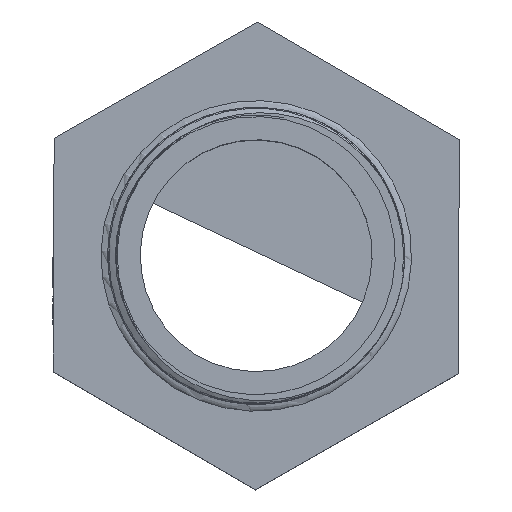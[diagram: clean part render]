
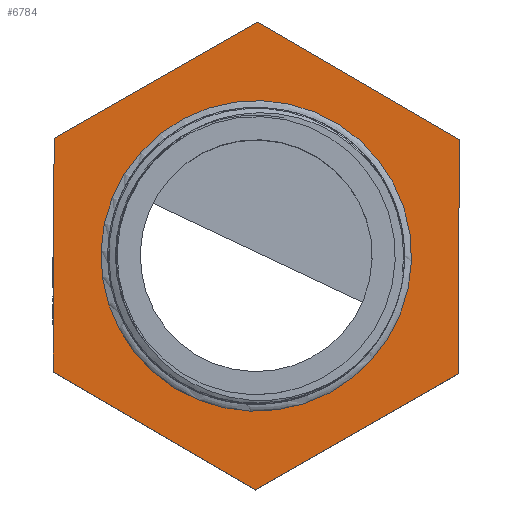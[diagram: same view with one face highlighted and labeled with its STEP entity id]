
A CAD part, top view. The second image highlights one B-rep face of the part: STEP entity #6784.
In plain terms, the highlighted planar face has unit normal (0, 0, 1).
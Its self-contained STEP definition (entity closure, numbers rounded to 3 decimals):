
#49=FACE_BOUND('',#1152,.T.);
#388=PLANE('',#7027);
#753=FACE_OUTER_BOUND('',#1151,.T.);
#1151=EDGE_LOOP('',(#6381,#6382,#6383,#6384,#6385,#6386));
#1152=EDGE_LOOP('',(#6387));
#1162=CIRCLE('',#6992,24.915);
#2138=LINE('',#22422,#2740);
#2140=LINE('',#22426,#2742);
#2142=LINE('',#22430,#2744);
#2144=LINE('',#22434,#2746);
#2146=LINE('',#22438,#2748);
#2148=LINE('',#22441,#2750);
#2740=VECTOR('',#8064,10.);
#2742=VECTOR('',#8068,10.);
#2744=VECTOR('',#8072,10.);
#2746=VECTOR('',#8076,10.);
#2748=VECTOR('',#8080,10.);
#2750=VECTOR('',#8084,10.);
#3365=VERTEX_POINT('',#12994);
#3408=VERTEX_POINT('',#22419);
#3409=VERTEX_POINT('',#22421);
#3410=VERTEX_POINT('',#22425);
#3411=VERTEX_POINT('',#22429);
#3412=VERTEX_POINT('',#22433);
#3413=VERTEX_POINT('',#22437);
#4329=EDGE_CURVE('',#3365,#3365,#1162,.T.);
#4396=EDGE_CURVE('',#3409,#3408,#2138,.T.);
#4398=EDGE_CURVE('',#3410,#3409,#2140,.T.);
#4400=EDGE_CURVE('',#3411,#3410,#2142,.T.);
#4402=EDGE_CURVE('',#3412,#3411,#2144,.T.);
#4404=EDGE_CURVE('',#3413,#3412,#2146,.T.);
#4406=EDGE_CURVE('',#3408,#3413,#2148,.T.);
#6381=ORIENTED_EDGE('',*,*,#4406,.T.);
#6382=ORIENTED_EDGE('',*,*,#4404,.T.);
#6383=ORIENTED_EDGE('',*,*,#4402,.T.);
#6384=ORIENTED_EDGE('',*,*,#4400,.T.);
#6385=ORIENTED_EDGE('',*,*,#4398,.T.);
#6386=ORIENTED_EDGE('',*,*,#4396,.T.);
#6387=ORIENTED_EDGE('',*,*,#4329,.T.);
#6784=ADVANCED_FACE('',(#753,#49),#388,.T.);
#6992=AXIS2_PLACEMENT_3D('',#12995,#7993,#7994);
#7027=AXIS2_PLACEMENT_3D('',#22442,#8085,#8086);
#7993=DIRECTION('center_axis',(0.,0.,-1.));
#7994=DIRECTION('ref_axis',(-0.99,-0.139,0.));
#8064=DIRECTION('',(0.004,1.,0.));
#8068=DIRECTION('',(0.868,0.497,0.));
#8072=DIRECTION('',(0.864,-0.503,0.));
#8076=DIRECTION('',(-0.004,-1.,0.));
#8080=DIRECTION('',(-0.868,-0.497,0.));
#8084=DIRECTION('',(-0.864,0.503,0.));
#8085=DIRECTION('center_axis',(0.,0.,1.));
#8086=DIRECTION('ref_axis',(0.99,0.139,0.));
#12994=CARTESIAN_POINT('',(24.672,3.467,39.7));
#12995=CARTESIAN_POINT('Origin',(0.,0.,39.7));
#22419=CARTESIAN_POINT('',(32.575,18.633,39.7));
#22421=CARTESIAN_POINT('',(32.424,-18.894,39.7));
#22422=CARTESIAN_POINT('',(32.424,-18.894,39.7));
#22425=CARTESIAN_POINT('',(-0.151,-37.527,39.7));
#22426=CARTESIAN_POINT('',(-0.151,-37.527,39.7));
#22429=CARTESIAN_POINT('',(-32.575,-18.633,39.7));
#22430=CARTESIAN_POINT('',(-32.575,-18.633,39.7));
#22433=CARTESIAN_POINT('',(-32.424,18.894,39.7));
#22434=CARTESIAN_POINT('',(-32.424,18.894,39.7));
#22437=CARTESIAN_POINT('',(0.151,37.527,39.7));
#22438=CARTESIAN_POINT('',(0.151,37.527,39.7));
#22441=CARTESIAN_POINT('',(32.575,18.633,39.7));
#22442=CARTESIAN_POINT('Origin',(0.,0.,
39.7));
